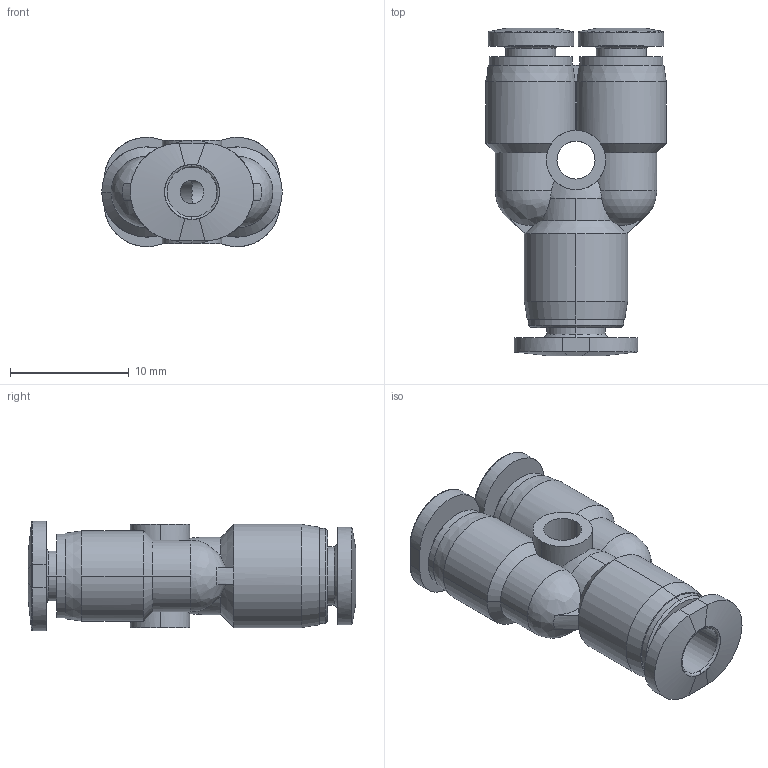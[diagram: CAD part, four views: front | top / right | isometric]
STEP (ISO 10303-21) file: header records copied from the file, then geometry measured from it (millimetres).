
FILE_DESCRIPTION (( 'STEP AP203' ), '1' );
FILE_NAME ('URY532-18.step', '2016-02-15T20:02:36', ( '' ), ( '' ), 'SwSTEP 2.0', 'SolidWorks 2015', '' );
FILE_SCHEMA (( 'CONFIG_CONTROL_DESIGN' ));
Length unit declared in the file: inch
Products named in the file (1): URY532-18
Bounding box: 15.2 x 27.57 x 9.2 mm (x, y, z)
Volume: 1525.1 mm3; surface area: 1906.4 mm2
Topology: 1 solids, 1 shells, 136 faces, 327 edges, 203 vertices
Faces by surface type: bspline 43, cylinder 41, plane 28, cone 23, sphere 1
Entity records: 7220 total; most frequent: CARTESIAN_POINT 4262, ORIENTED_EDGE 652, DIRECTION 504, EDGE_CURVE 326, VERTEX_POINT 203, AXIS2_PLACEMENT_3D 203, EDGE_LOOP 153, FACE_OUTER_BOUND 136
